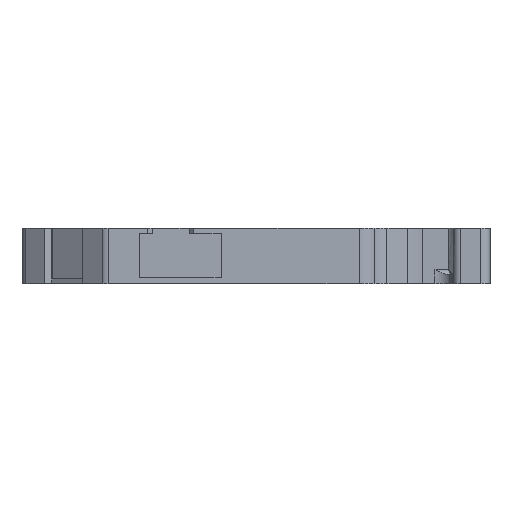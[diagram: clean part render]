
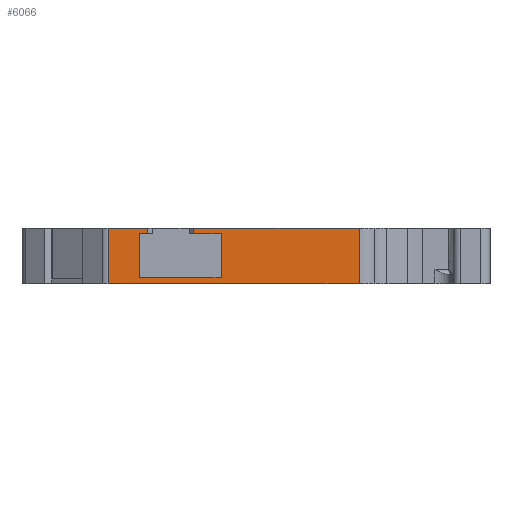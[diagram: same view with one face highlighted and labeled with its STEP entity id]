
A CAD part, left-side view. The second image highlights one B-rep face of the part: STEP entity #6066.
In plain terms, the highlighted planar face has unit normal (-1, 0, 0).
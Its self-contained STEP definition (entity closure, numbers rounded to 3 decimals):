
#249 = CARTESIAN_POINT ( 'NONE',  ( -49.518, 5.161, 5.989 ) ) ;
#371 = CARTESIAN_POINT ( 'NONE',  ( -49.518, 17.368, 5.389 ) ) ;
#397 = CARTESIAN_POINT ( 'NONE',  ( -49.518, 14.001, 10.789 ) ) ;
#471 = CARTESIAN_POINT ( 'NONE',  ( -49.518, 5.161, 10.789 ) ) ;
#516 = CARTESIAN_POINT ( 'NONE',  ( -49.518, 14.001, 10.789 ) ) ;
#530 = DIRECTION ( 'NONE',  ( 0., 1., 0. ) ) ;
#689 = CARTESIAN_POINT ( 'NONE',  ( -49.518, 5.161, 5.989 ) ) ;
#705 = CARTESIAN_POINT ( 'NONE',  ( -49.518, 8.101, 11.339 ) ) ;
#741 = EDGE_CURVE ( 'NONE', #4645, #4852, #5989, .T. ) ;
#854 = CARTESIAN_POINT ( 'NONE',  ( -49.518, 14.001, 5.989 ) ) ;
#923 = CARTESIAN_POINT ( 'NONE',  ( -49.518, 8.101, 10.789 ) ) ;
#972 = DIRECTION ( 'NONE',  ( 0., 1., 0. ) ) ;
#991 = LINE ( 'NONE', #2139, #6608 ) ;
#1159 = DIRECTION ( 'NONE',  ( 1., 0., 0. ) ) ;
#1183 = CARTESIAN_POINT ( 'NONE',  ( -49.518, -9.773, 5.389 ) ) ;
#1207 = LINE ( 'NONE', #3947, #6800 ) ;
#1214 = EDGE_CURVE ( 'NONE', #4645, #4550, #6160, .T. ) ;
#1259 = LINE ( 'NONE', #4077, #6857 ) ;
#1364 = VECTOR ( 'NONE', #5789, 1000. ) ;
#1434 = DIRECTION ( 'NONE',  ( 0., 0., 1. ) ) ;
#1716 = EDGE_CURVE ( 'NONE', #4410, #4402, #2408, .T. ) ;
#1726 = CARTESIAN_POINT ( 'NONE',  ( -49.518, 17.368, 11.339 ) ) ;
#1802 = LINE ( 'NONE', #1726, #6628 ) ;
#1812 = DIRECTION ( 'NONE',  ( 0., -1., 0. ) ) ;
#1821 = ORIENTED_EDGE ( 'NONE', *, *, #6595, .F. ) ;
#1889 = ORIENTED_EDGE ( 'NONE', *, *, #6773, .F. ) ;
#1922 = ORIENTED_EDGE ( 'NONE', *, *, #7132, .T. ) ;
#2018 = LINE ( 'NONE', #689, #3774 ) ;
#2028 = EDGE_CURVE ( 'NONE', #3916, #4852, #1802, .T. ) ;
#2108 = ORIENTED_EDGE ( 'NONE', *, *, #7462, .F. ) ;
#2139 = CARTESIAN_POINT ( 'NONE',  ( -49.518, 8.101, 11.389 ) ) ;
#2146 = CARTESIAN_POINT ( 'NONE',  ( -49.518, -9.773, 11.339 ) ) ;
#2161 = ORIENTED_EDGE ( 'NONE', *, *, #7668, .F. ) ;
#2243 = VECTOR ( 'NONE', #4636, 1000. ) ;
#2327 = ORIENTED_EDGE ( 'NONE', *, *, #8683, .F. ) ;
#2408 = LINE ( 'NONE', #6024, #2243 ) ;
#2426 = ORIENTED_EDGE ( 'NONE', *, *, #9122, .F. ) ;
#2468 = LINE ( 'NONE', #6756, #6116 ) ;
#2480 = ORIENTED_EDGE ( 'NONE', *, *, #1214, .F. ) ;
#2509 = ORIENTED_EDGE ( 'NONE', *, *, #741, .T. ) ;
#2597 = ORIENTED_EDGE ( 'NONE', *, *, #2028, .F. ) ;
#2612 = PLANE ( 'NONE',  #6767 ) ;
#2637 = ORIENTED_EDGE ( 'NONE', *, *, #5921, .T. ) ;
#2695 = ORIENTED_EDGE ( 'NONE', *, *, #1716, .T. ) ;
#2872 = CARTESIAN_POINT ( 'NONE',  ( -49.518, 17.368, 11.339 ) ) ;
#3211 = CARTESIAN_POINT ( 'NONE',  ( -49.518, 13.101, 10.789 ) ) ;
#3324 = LINE ( 'NONE', #2872, #1364 ) ;
#3490 = CARTESIAN_POINT ( 'NONE',  ( -49.518, 17.368, 11.339 ) ) ;
#3774 = VECTOR ( 'NONE', #1434, 1000. ) ;
#3822 = LINE ( 'NONE', #854, #5272 ) ;
#3900 = DIRECTION ( 'NONE',  ( 0., 0., -1. ) ) ;
#3916 = VERTEX_POINT ( 'NONE', #3490 ) ;
#3947 = CARTESIAN_POINT ( 'NONE',  ( -49.518, 14.001, 10.789 ) ) ;
#4077 = CARTESIAN_POINT ( 'NONE',  ( -49.518, 14.001, 5.989 ) ) ;
#4078 = CARTESIAN_POINT ( 'NONE',  ( -49.518, -9.773, 11.389 ) ) ;
#4196 = VERTEX_POINT ( 'NONE', #705 ) ;
#4221 = VERTEX_POINT ( 'NONE', #2146 ) ;
#4402 = VERTEX_POINT ( 'NONE', #1183 ) ;
#4410 = VERTEX_POINT ( 'NONE', #371 ) ;
#4414 = VERTEX_POINT ( 'NONE', #471 ) ;
#4443 = VERTEX_POINT ( 'NONE', #249 ) ;
#4550 = VERTEX_POINT ( 'NONE', #397 ) ;
#4596 = VERTEX_POINT ( 'NONE', #5890 ) ;
#4620 = VERTEX_POINT ( 'NONE', #923 ) ;
#4636 = DIRECTION ( 'NONE',  ( 0., -1., 0. ) ) ;
#4645 = VERTEX_POINT ( 'NONE', #3211 ) ;
#4714 = CARTESIAN_POINT ( 'NONE',  ( -49.518, 13.101, 11.339 ) ) ;
#4795 = DIRECTION ( 'NONE',  ( 0., -1., 0. ) ) ;
#4796 = DIRECTION ( 'NONE',  ( 0., 0., -1. ) ) ;
#4804 = VECTOR ( 'NONE', #5325, 1000. ) ;
#4852 = VERTEX_POINT ( 'NONE', #4714 ) ;
#5260 = CARTESIAN_POINT ( 'NONE',  ( -49.518, 13.101, 11.389 ) ) ;
#5272 = VECTOR ( 'NONE', #6637, 1000. ) ;
#5325 = DIRECTION ( 'NONE',  ( 0., 0., 1. ) ) ;
#5418 = VECTOR ( 'NONE', #530, 1000. ) ;
#5563 = CARTESIAN_POINT ( 'NONE',  ( -49.518, 17.368, 11.389 ) ) ;
#5789 = DIRECTION ( 'NONE',  ( 0., -1., 0. ) ) ;
#5890 = CARTESIAN_POINT ( 'NONE',  ( -49.518, 14.001, 5.989 ) ) ;
#5921 = EDGE_CURVE ( 'NONE', #3916, #4410, #2468, .T. ) ;
#5989 = LINE ( 'NONE', #5260, #4804 ) ;
#6024 = CARTESIAN_POINT ( 'NONE',  ( -49.518, 17.368, 5.389 ) ) ;
#6066 = ADVANCED_FACE ( 'NONE', ( #6788 ), #2612, .F. ) ;
#6116 = VECTOR ( 'NONE', #3900, 1000. ) ;
#6160 = LINE ( 'NONE', #516, #5418 ) ;
#6278 = DIRECTION ( 'NONE',  ( 0., 0., -1. ) ) ;
#6484 = EDGE_LOOP ( 'NONE', ( #1821, #1889, #1922, #2108, #2161, #2327, #2426, #2480, #2509, #2597, #2637, #2695 ) ) ;
#6595 = EDGE_CURVE ( 'NONE', #4221, #4402, #8677, .T. ) ;
#6608 = VECTOR ( 'NONE', #7259, 1000. ) ;
#6628 = VECTOR ( 'NONE', #1812, 1000. ) ;
#6637 = DIRECTION ( 'NONE',  ( 0., 0., -1. ) ) ;
#6728 = VECTOR ( 'NONE', #4796, 1000. ) ;
#6756 = CARTESIAN_POINT ( 'NONE',  ( -49.518, 17.368, 11.389 ) ) ;
#6767 = AXIS2_PLACEMENT_3D ( 'NONE', #5563, #1159, #6278 ) ;
#6773 = EDGE_CURVE ( 'NONE', #4196, #4221, #3324, .T. ) ;
#6788 = FACE_OUTER_BOUND ( 'NONE', #6484, .T. ) ;
#6800 = VECTOR ( 'NONE', #972, 1000. ) ;
#6857 = VECTOR ( 'NONE', #4795, 1000. ) ;
#7132 = EDGE_CURVE ( 'NONE', #4196, #4620, #991, .T. ) ;
#7259 = DIRECTION ( 'NONE',  ( 0., 0., -1. ) ) ;
#7462 = EDGE_CURVE ( 'NONE', #4414, #4620, #1207, .T. ) ;
#7668 = EDGE_CURVE ( 'NONE', #4443, #4414, #2018, .T. ) ;
#8677 = LINE ( 'NONE', #4078, #6728 ) ;
#8683 = EDGE_CURVE ( 'NONE', #4596, #4443, #1259, .T. ) ;
#9122 = EDGE_CURVE ( 'NONE', #4550, #4596, #3822, .T. ) ;
